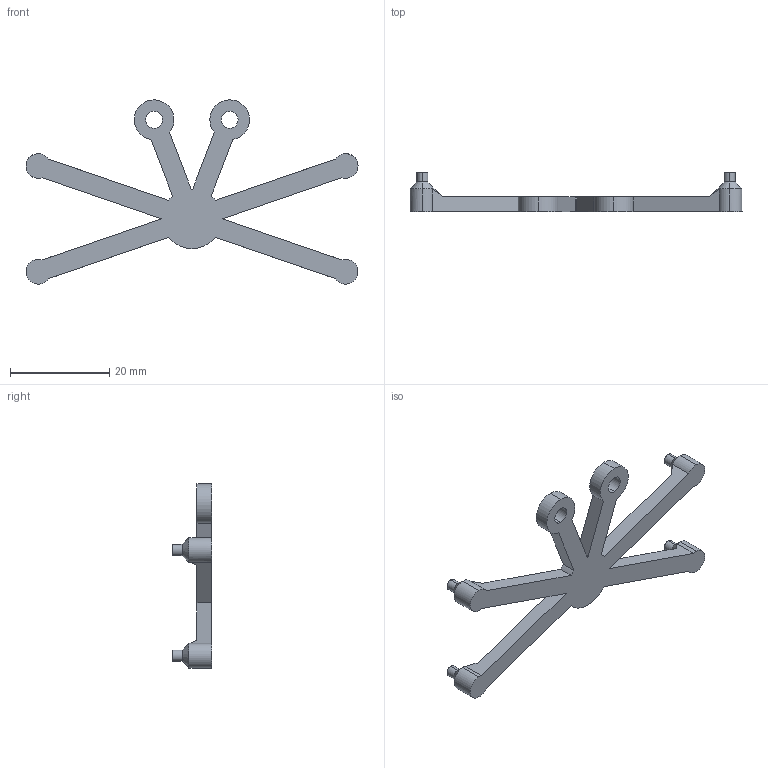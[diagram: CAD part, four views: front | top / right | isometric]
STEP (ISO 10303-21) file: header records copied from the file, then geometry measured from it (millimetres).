
FILE_DESCRIPTION (( 'STEP AP214' ), '1' );
FILE_NAME ('portenta_mount.STEP', '2025-06-29T05:46:20', ( '' ), ( '' ), 'SwSTEP 2.0', 'SolidWorks 2024', '' );
FILE_SCHEMA (( 'AUTOMOTIVE_DESIGN' ));
Length unit declared in the file: millimetre
Products named in the file (1): portenta_mount
Bounding box: 66.98 x 8 x 37.17 mm (x, y, z)
Volume: 2529.7 mm3; surface area: 2828.8 mm2
Topology: 1 solids, 1 shells, 59 faces, 159 edges, 102 vertices
Faces by surface type: cylinder 33, plane 18, cone 8
Entity records: 1996 total; most frequent: CARTESIAN_POINT 461, DIRECTION 325, ORIENTED_EDGE 318, EDGE_CURVE 159, AXIS2_PLACEMENT_3D 124, VERTEX_POINT 102, VECTOR 77, LINE 77
